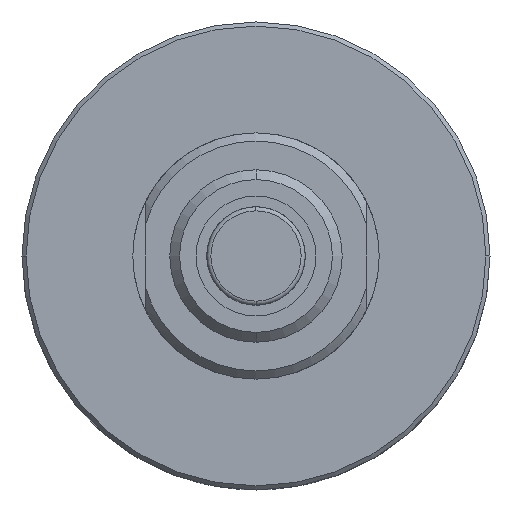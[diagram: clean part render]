
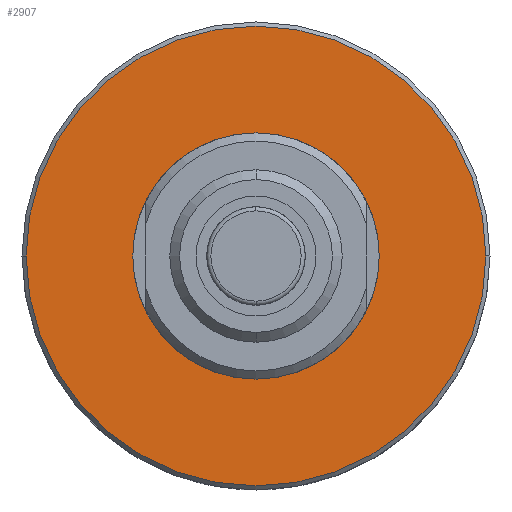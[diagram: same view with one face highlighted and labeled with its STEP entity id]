
A CAD part, front view. The second image highlights one B-rep face of the part: STEP entity #2907.
In plain terms, the highlighted planar face has unit normal (0, -1, 0).
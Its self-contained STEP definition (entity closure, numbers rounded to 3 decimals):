
#509=CARTESIAN_POINT('',(0.,0.,0.));
#510=DIRECTION('',(0.,1.,0.));
#511=DIRECTION('',(1.,0.,0.));
#512=AXIS2_PLACEMENT_3D('',#509,#510,#511);
#514=CARTESIAN_POINT('',(0.,0.,0.));
#515=DIRECTION('',(0.,1.,0.));
#516=DIRECTION('',(-1.,0.,0.));
#517=AXIS2_PLACEMENT_3D('',#514,#515,#516);
#519=CARTESIAN_POINT('',(0.,0.,0.));
#520=DIRECTION('',(0.,-1.,0.));
#521=DIRECTION('',(1.,0.,0.));
#522=AXIS2_PLACEMENT_3D('',#519,#520,#521);
#524=CARTESIAN_POINT('',(0.,0.,0.));
#525=DIRECTION('',(0.,-1.,0.));
#526=DIRECTION('',(-1.,0.,0.));
#527=AXIS2_PLACEMENT_3D('',#524,#525,#526);
#1964=CARTESIAN_POINT('',(14.301,0.,0.));
#1965=CARTESIAN_POINT('',(-14.301,0.,0.));
#1966=VERTEX_POINT('',#1964);
#1967=VERTEX_POINT('',#1965);
#1968=CARTESIAN_POINT('',(28.,0.,0.));
#1969=CARTESIAN_POINT('',(-28.,0.,0.));
#1970=VERTEX_POINT('',#1968);
#1971=VERTEX_POINT('',#1969);
#2891=CARTESIAN_POINT('',(0.,0.,0.));
#2892=DIRECTION('',(0.,1.,0.));
#2893=DIRECTION('',(1.,0.,0.));
#2894=AXIS2_PLACEMENT_3D('',#2891,#2892,#2893);
#2895=PLANE('',#2894);
#2897=ORIENTED_EDGE('',*,*,#2896,.T.);
#2899=ORIENTED_EDGE('',*,*,#2898,.T.);
#2900=EDGE_LOOP('',(#2897,#2899));
#2901=FACE_OUTER_BOUND('',#2900,.F.);
#2902=ORIENTED_EDGE('',*,*,#2881,.T.);
#2904=ORIENTED_EDGE('',*,*,#2903,.T.);
#2905=EDGE_LOOP('',(#2902,#2904));
#2906=FACE_BOUND('',#2905,.F.);
#2907=ADVANCED_FACE('',(#2901,#2906),#2895,.F.);
#513=CIRCLE('',#512,28.);
#518=CIRCLE('',#517,28.);
#523=CIRCLE('',#522,14.301);
#528=CIRCLE('',#527,14.301);
#2881=EDGE_CURVE('',#1966,#1967,#523,.T.);
#2896=EDGE_CURVE('',#1970,#1971,#513,.T.);
#2898=EDGE_CURVE('',#1971,#1970,#518,.T.);
#2903=EDGE_CURVE('',#1967,#1966,#528,.T.);
